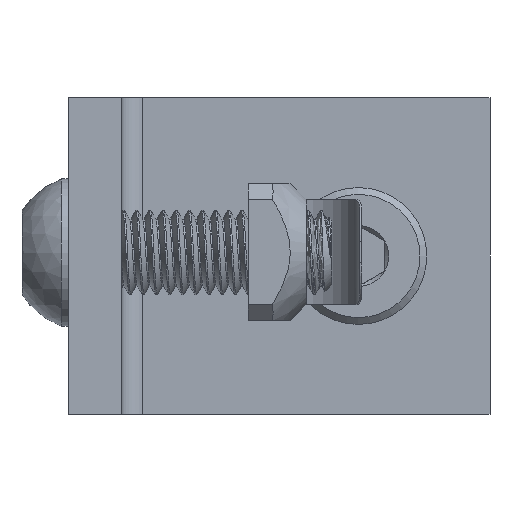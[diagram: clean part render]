
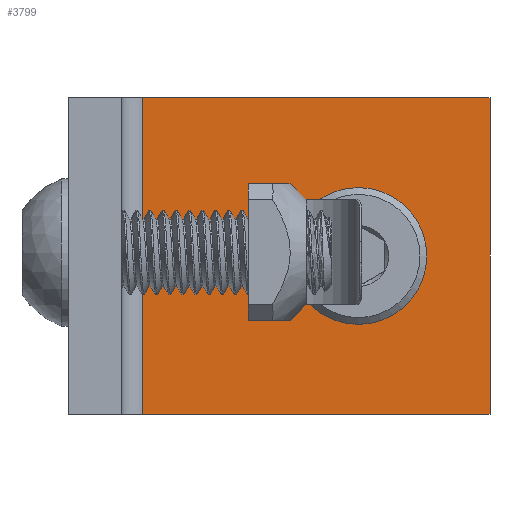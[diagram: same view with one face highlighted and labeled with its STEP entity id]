
A CAD part, front view. The second image highlights one B-rep face of the part: STEP entity #3799.
In plain terms, the highlighted planar face has unit normal (0, -1, 0).
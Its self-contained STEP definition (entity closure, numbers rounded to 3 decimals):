
#71=FACE_BOUND('',#661,.T.);
#129=PLANE('',#4154);
#434=FACE_OUTER_BOUND('',#660,.T.);
#660=EDGE_LOOP('',(#3420,#3421,#3422,#3423));
#661=EDGE_LOOP('',(#3424));
#763=CIRCLE('',#4155,4.1);
#1152=LINE('',#14678,#1373);
#1159=LINE('',#14698,#1380);
#1161=LINE('',#14702,#1382);
#1162=LINE('',#14703,#1383);
#1373=VECTOR('',#4948,10.);
#1380=VECTOR('',#4965,10.);
#1382=VECTOR('',#4969,10.);
#1383=VECTOR('',#4970,10.);
#1748=VERTEX_POINT('',#14675);
#1749=VERTEX_POINT('',#14677);
#1757=VERTEX_POINT('',#14696);
#1758=VERTEX_POINT('',#14701);
#1759=VERTEX_POINT('',#14704);
#2305=EDGE_CURVE('',#1748,#1749,#1152,.T.);
#2315=EDGE_CURVE('',#1757,#1748,#1159,.T.);
#2317=EDGE_CURVE('',#1757,#1758,#1161,.T.);
#2318=EDGE_CURVE('',#1758,#1749,#1162,.T.);
#2319=EDGE_CURVE('',#1759,#1759,#763,.T.);
#3420=ORIENTED_EDGE('',*,*,#2315,.F.);
#3421=ORIENTED_EDGE('',*,*,#2317,.T.);
#3422=ORIENTED_EDGE('',*,*,#2318,.T.);
#3423=ORIENTED_EDGE('',*,*,#2305,.F.);
#3424=ORIENTED_EDGE('',*,*,#2319,.T.);
#3799=ADVANCED_FACE('',(#434,#71),#129,.T.);
#4154=AXIS2_PLACEMENT_3D('',#14700,#4967,#4968);
#4155=AXIS2_PLACEMENT_3D('',#14705,#4971,#4972);
#4948=DIRECTION('',(1.,0.,0.));
#4965=DIRECTION('',(0.,0.,1.));
#4967=DIRECTION('center_axis',(0.,-1.,0.));
#4968=DIRECTION('ref_axis',(1.,0.,0.));
#4969=DIRECTION('',(1.,0.,0.));
#4970=DIRECTION('',(0.,0.,1.));
#4971=DIRECTION('center_axis',(0.,1.,0.));
#4972=DIRECTION('ref_axis',(1.,0.,0.));
#14675=CARTESIAN_POINT('',(7.,55.,30.));
#14677=CARTESIAN_POINT('',(40.,55.,30.));
#14678=CARTESIAN_POINT('',(5.,55.,30.));
#14696=CARTESIAN_POINT('',(7.,55.,0.));
#14698=CARTESIAN_POINT('',(7.,55.,0.));
#14700=CARTESIAN_POINT('Origin',(5.,55.,0.));
#14701=CARTESIAN_POINT('',(40.,55.,0.));
#14702=CARTESIAN_POINT('',(5.,55.,0.));
#14703=CARTESIAN_POINT('',(40.,55.,0.));
#14704=CARTESIAN_POINT('',(23.4,55.,15.));
#14705=CARTESIAN_POINT('Origin',(27.5,55.,15.));
